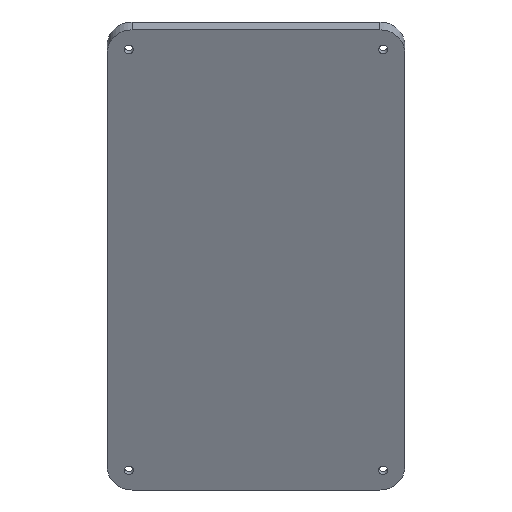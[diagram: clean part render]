
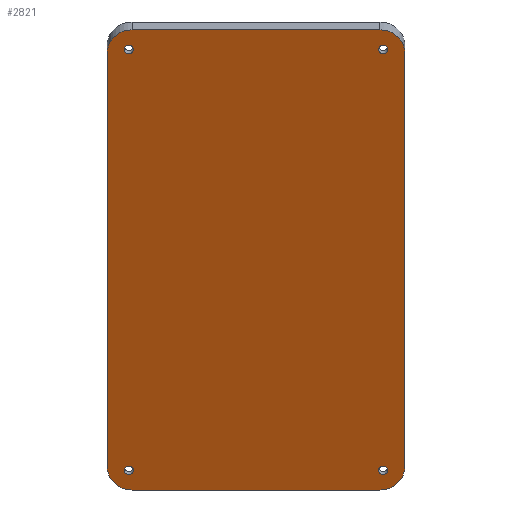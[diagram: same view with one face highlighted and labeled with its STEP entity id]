
A CAD part, front view. The second image highlights one B-rep face of the part: STEP entity #2821.
In plain terms, the highlighted planar face has unit normal (0, -0.906, -0.423).
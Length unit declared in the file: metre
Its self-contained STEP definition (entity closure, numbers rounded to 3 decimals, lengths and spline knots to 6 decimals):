
#224=CIRCLE('',#3139,0.0015);
#225=CIRCLE('',#3140,0.0015);
#226=CIRCLE('',#3141,0.0015);
#227=CIRCLE('',#3142,0.0015);
#228=CIRCLE('',#3143,0.008);
#229=CIRCLE('',#3144,0.008);
#230=CIRCLE('',#3145,0.008);
#231=CIRCLE('',#3146,0.008);
#1053=ORIENTED_EDGE('',*,*,#1520,.T.);
#1054=ORIENTED_EDGE('',*,*,#1521,.T.);
#1055=ORIENTED_EDGE('',*,*,#1522,.T.);
#1056=ORIENTED_EDGE('',*,*,#1523,.T.);
#1057=ORIENTED_EDGE('',*,*,#1510,.F.);
#1058=ORIENTED_EDGE('',*,*,#1524,.T.);
#1059=ORIENTED_EDGE('',*,*,#1512,.F.);
#1060=ORIENTED_EDGE('',*,*,#1525,.T.);
#1061=ORIENTED_EDGE('',*,*,#1516,.F.);
#1062=ORIENTED_EDGE('',*,*,#1526,.T.);
#1063=ORIENTED_EDGE('',*,*,#1506,.F.);
#1064=ORIENTED_EDGE('',*,*,#1527,.T.);
#1506=EDGE_CURVE('',#1775,#1776,#2007,.T.);
#1510=EDGE_CURVE('',#1779,#1780,#2011,.T.);
#1512=EDGE_CURVE('',#1781,#1782,#2013,.T.);
#1516=EDGE_CURVE('',#1785,#1786,#2017,.T.);
#1520=EDGE_CURVE('',#1789,#1789,#224,.F.);
#1521=EDGE_CURVE('',#1790,#1790,#225,.F.);
#1522=EDGE_CURVE('',#1791,#1791,#226,.F.);
#1523=EDGE_CURVE('',#1792,#1792,#227,.F.);
#1524=EDGE_CURVE('',#1779,#1782,#228,.T.);
#1525=EDGE_CURVE('',#1781,#1786,#229,.T.);
#1526=EDGE_CURVE('',#1785,#1776,#230,.T.);
#1527=EDGE_CURVE('',#1775,#1780,#231,.T.);
#1775=VERTEX_POINT('',#5527);
#1776=VERTEX_POINT('',#5529);
#1779=VERTEX_POINT('',#5536);
#1780=VERTEX_POINT('',#5538);
#1781=VERTEX_POINT('',#5542);
#1782=VERTEX_POINT('',#5543);
#1785=VERTEX_POINT('',#5551);
#1786=VERTEX_POINT('',#5552);
#1789=VERTEX_POINT('',#5560);
#1790=VERTEX_POINT('',#5562);
#1791=VERTEX_POINT('',#5564);
#1792=VERTEX_POINT('',#5566);
#2007=LINE('',#5528,#2227);
#2011=LINE('',#5537,#2231);
#2013=LINE('',#5541,#2233);
#2017=LINE('',#5550,#2237);
#2227=VECTOR('',#3954,1.);
#2231=VECTOR('',#3960,1.);
#2233=VECTOR('',#3964,1.);
#2237=VECTOR('',#3970,1.);
#2392=EDGE_LOOP('',(#1053));
#2393=EDGE_LOOP('',(#1054));
#2394=EDGE_LOOP('',(#1055));
#2395=EDGE_LOOP('',(#1056));
#2396=EDGE_LOOP('',(#1057,#1058,#1059,#1060,#1061,#1062,#1063,#1064));
#2578=FACE_BOUND('',#2392,.T.);
#2579=FACE_BOUND('',#2393,.T.);
#2580=FACE_BOUND('',#2394,.T.);
#2581=FACE_BOUND('',#2395,.T.);
#2582=FACE_BOUND('',#2396,.T.);
#2670=PLANE('',#3138);
#2821=ADVANCED_FACE('',(#2578,#2579,#2580,#2581,#2582),#2670,.T.);
#3138=AXIS2_PLACEMENT_3D('',#5558,#3974,#3975);
#3139=AXIS2_PLACEMENT_3D('',#5559,#3976,#3977);
#3140=AXIS2_PLACEMENT_3D('',#5561,#3978,#3979);
#3141=AXIS2_PLACEMENT_3D('',#5563,#3980,#3981);
#3142=AXIS2_PLACEMENT_3D('',#5565,#3982,#3983);
#3143=AXIS2_PLACEMENT_3D('',#5567,#3984,#3985);
#3144=AXIS2_PLACEMENT_3D('',#5568,#3986,#3987);
#3145=AXIS2_PLACEMENT_3D('',#5569,#3988,#3989);
#3146=AXIS2_PLACEMENT_3D('',#5570,#3990,#3991);
#3954=DIRECTION('',(-1.,0.,0.));
#3960=DIRECTION('',(0.,0.423,-0.906));
#3964=DIRECTION('',(1.,0.,0.));
#3970=DIRECTION('',(0.,-0.423,0.906));
#3974=DIRECTION('',(0.,-0.906,-0.423));
#3975=DIRECTION('',(1.,0.,0.));
#3976=DIRECTION('',(0.,-0.906,-0.423));
#3977=DIRECTION('',(0.,0.423,-0.906));
#3978=DIRECTION('',(0.,-0.906,-0.423));
#3979=DIRECTION('',(0.,0.423,-0.906));
#3980=DIRECTION('',(0.,-0.906,-0.423));
#3981=DIRECTION('',(0.,0.423,-0.906));
#3982=DIRECTION('',(0.,-0.906,-0.423));
#3983=DIRECTION('',(0.,0.423,-0.906));
#3984=DIRECTION('',(0.,-0.906,-0.423));
#3985=DIRECTION('',(0.,0.423,-0.906));
#3986=DIRECTION('',(0.,-0.906,-0.423));
#3987=DIRECTION('',(0.,0.423,-0.906));
#3988=DIRECTION('',(0.,-0.906,-0.423));
#3989=DIRECTION('',(0.,0.423,-0.906));
#3990=DIRECTION('',(0.,-0.906,-0.423));
#3991=DIRECTION('',(0.,0.423,-0.906));
#5527=CARTESIAN_POINT('',(0.04,-0.007054,-0.076787));
#5528=CARTESIAN_POINT('',(0.,-0.007054,-0.076787));
#5529=CARTESIAN_POINT('',(-0.04,-0.007054,-0.076787));
#5536=CARTESIAN_POINT('',(0.048,-0.07297,0.064463));
#5537=CARTESIAN_POINT('',(0.048,-0.041704,-0.002537));
#5538=CARTESIAN_POINT('',(0.048,-0.010437,-0.069537));
#5541=CARTESIAN_POINT('',(0.,-0.076354,0.071712));
#5542=CARTESIAN_POINT('',(-0.04,-0.076354,0.071712));
#5543=CARTESIAN_POINT('',(0.04,-0.076354,0.071712));
#5550=CARTESIAN_POINT('',(-0.048,-0.041704,-0.002537));
#5551=CARTESIAN_POINT('',(-0.048,-0.010437,-0.069537));
#5552=CARTESIAN_POINT('',(-0.048,-0.07297,0.064463));
#5558=CARTESIAN_POINT('',(0.,-0.041704,-0.002537));
#5559=CARTESIAN_POINT('',(0.041,-0.073393,0.065369));
#5560=CARTESIAN_POINT('',(0.041,-0.072759,0.06401));
#5561=CARTESIAN_POINT('',(-0.041,-0.073393,0.065369));
#5562=CARTESIAN_POINT('',(-0.041,-0.072759,0.06401));
#5563=CARTESIAN_POINT('',(-0.041,-0.010014,-0.070443));
#5564=CARTESIAN_POINT('',(-0.041,-0.00938,-0.071803));
#5565=CARTESIAN_POINT('',(0.041,-0.010014,-0.070443));
#5566=CARTESIAN_POINT('',(0.041,-0.00938,-0.071803));
#5567=CARTESIAN_POINT('',(0.04,-0.07297,0.064463));
#5568=CARTESIAN_POINT('',(-0.04,-0.07297,0.064463));
#5569=CARTESIAN_POINT('',(-0.04,-0.010437,-0.069537));
#5570=CARTESIAN_POINT('',(0.04,-0.010437,-0.069537));
